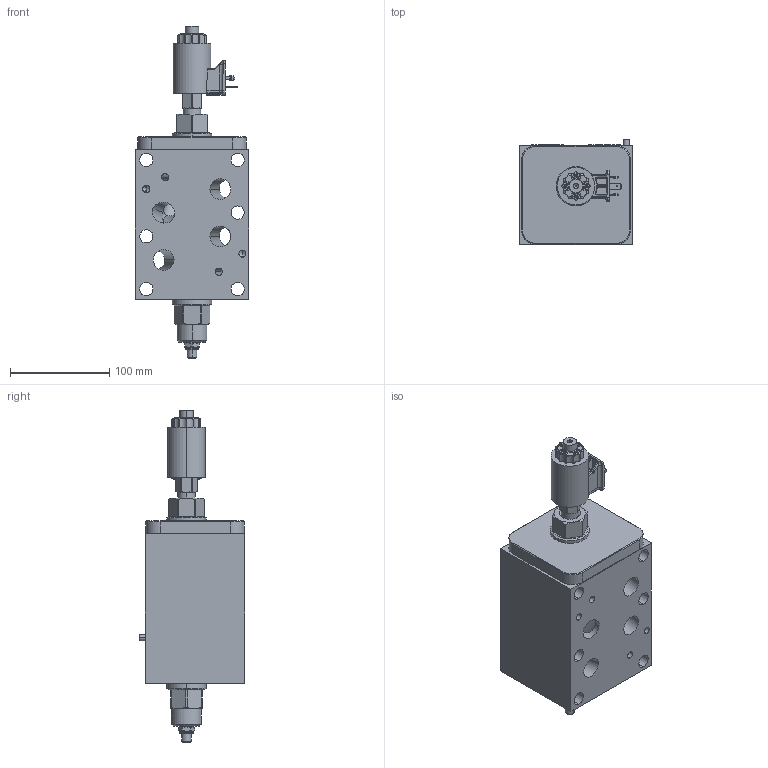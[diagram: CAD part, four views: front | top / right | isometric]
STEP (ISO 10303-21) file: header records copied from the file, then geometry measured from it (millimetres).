
FILE_DESCRIPTION((''),'2;1');
FILE_NAME('X5HRLCNFA224_ASM','2020-06-22T',('ProEService'),(''),'PRO/ENGINEER BY PARAMETRIC TECHNOLOGY CORPORATION, 2014200','PRO/ENGINEER BY PARAMETRIC TECHNOLOGY CORPORATION, 2014200','');
FILE_SCHEMA(('CONFIG_CONTROL_DESIGN'));
Length unit declared in the file: inch
Products named in the file (8): 154-310; DFEA8DN; DTAFMHN224; 811-001-002; 500-001-114; 500-001-121; NCFBLCN; X5HRLCNFA224_ASM
Assembly tree (11 placements, depth 2):
  X5HRLCNFA224_ASM
    154-310
    DFEA8DN
    DTAFMHN224
    811-001-002
    500-001-114  x2
    500-001-121  x4
    NCFBLCN
Bounding box: 114.3 x 106.38 x 334.29 mm (x, y, z)
Volume: 1705771.6 mm3; surface area: 243748.8 mm2
Topology: 14 solids, 19 shells, 1335 faces, 3493 edges, 2441 vertices
Faces by surface type: cylinder 485, plane 426, cone 219, torus 107, revolution 40, bspline 38, sphere 20
Entity records: 48048 total; most frequent: CARTESIAN_POINT 15857, DIRECTION 6762, ORIENTED_EDGE 6308, EDGE_CURVE 3154, AXIS2_PLACEMENT_3D 2551, VERTEX_POINT 1957, VECTOR 1636, LINE 1636
